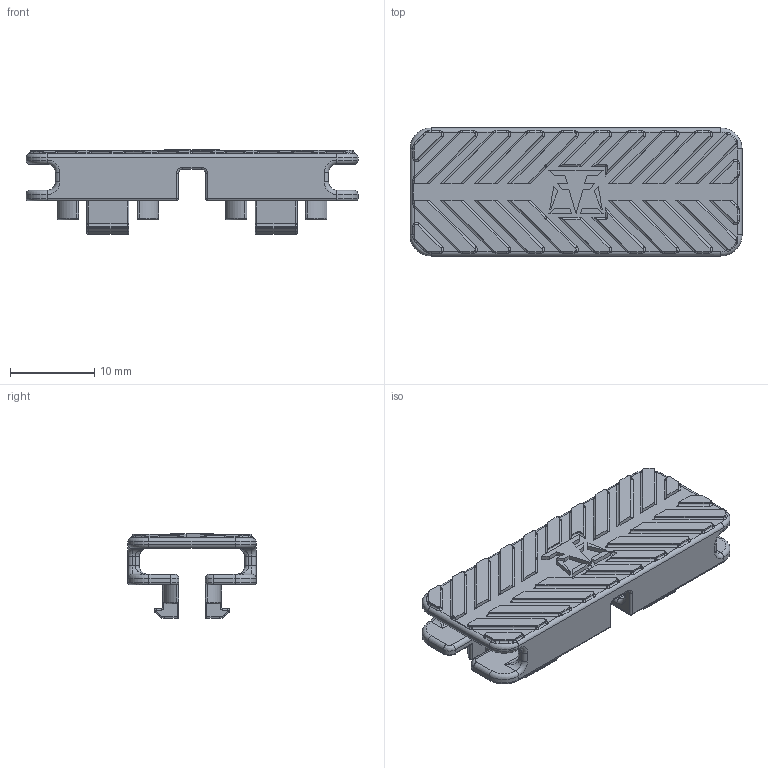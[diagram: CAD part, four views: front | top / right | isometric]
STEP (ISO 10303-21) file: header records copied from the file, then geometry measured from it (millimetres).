
FILE_DESCRIPTION(/* description */ (''),/* implementation_level */ '2;1');
FILE_NAME(/* name */ 'Clippy v16.step',/* time_stamp */ '2021-04-20T07:24:08-05:00',/* author */ (''),/* organization */ (''),/* preprocessor_version */ 'ST-DEVELOPER v18.1',/* originating_system */ 'Autodesk Translation Framework v10.6.0.1341',/* authorisation */ '');
FILE_SCHEMA (('AUTOMOTIVE_DESIGN { 1 0 10303 214 3 1 1 }'));
Length unit declared in the file: millimetre
Products named in the file (2): Clippy; Component1
Assembly tree (1 placements, depth 2):
  Clippy
    Component1
Bounding box: 39.5 x 15.24 x 10.1 mm (x, y, z)
Volume: 1891.1 mm3; surface area: 3048 mm2
Topology: 1 solids, 1 shells, 857 faces, 2066 edges, 1206 vertices
Faces by surface type: cylinder 365, plane 242, bspline 102, torus 100, sphere 48
Entity records: 26870 total; most frequent: CARTESIAN_POINT 6954, DIRECTION 4336, ORIENTED_EDGE 4112, EDGE_CURVE 2056, AXIS2_PLACEMENT_3D 1664, VERTEX_POINT 1206, LINE 1008, VECTOR 1008
